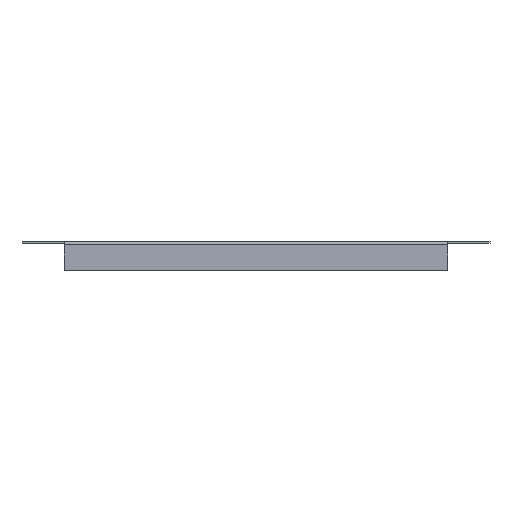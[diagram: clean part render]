
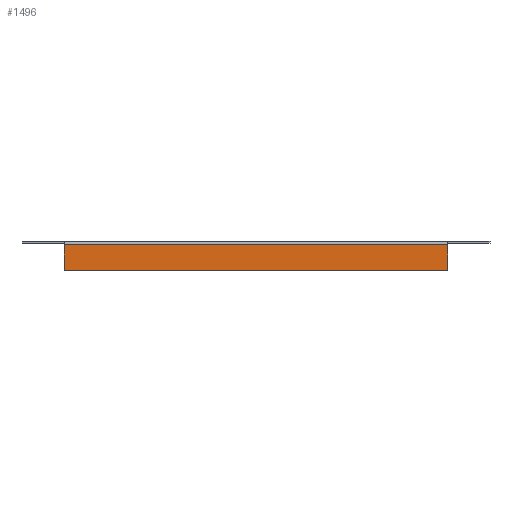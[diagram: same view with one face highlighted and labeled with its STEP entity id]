
A CAD part, front view. The second image highlights one B-rep face of the part: STEP entity #1496.
In plain terms, the highlighted planar face has unit normal (0, -1, 0).
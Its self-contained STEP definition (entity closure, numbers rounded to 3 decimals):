
#12 = LINE ( 'NONE', #149, #510 ) ;
#26 = CARTESIAN_POINT ( 'NONE',  ( 0., -183., -18. ) ) ;
#37 = ORIENTED_EDGE ( 'NONE', *, *, #286, .F. ) ;
#74 = PLANE ( 'NONE',  #937 ) ;
#106 = EDGE_LOOP ( 'NONE', ( #37, #357, #887, #1463 ) ) ;
#149 = CARTESIAN_POINT ( 'NONE',  ( 26., -183., 0. ) ) ;
#203 = VECTOR ( 'NONE', #1509, 1000. ) ;
#286 = EDGE_CURVE ( 'NONE', #1506, #907, #336, .T. ) ;
#336 = LINE ( 'NONE', #933, #1745 ) ;
#357 = ORIENTED_EDGE ( 'NONE', *, *, #811, .T. ) ;
#372 = VERTEX_POINT ( 'NONE', #1872 ) ;
#378 = CARTESIAN_POINT ( 'NONE',  ( 0., -183., 0. ) ) ;
#510 = VECTOR ( 'NONE', #1814, 1000. ) ;
#632 = EDGE_CURVE ( 'NONE', #372, #1164, #1062, .T. ) ;
#662 = CARTESIAN_POINT ( 'NONE',  ( 263., -183., -2. ) ) ;
#667 = DIRECTION ( 'NONE',  ( 0., 0., 1. ) ) ;
#811 = EDGE_CURVE ( 'NONE', #1506, #372, #12, .T. ) ;
#887 = ORIENTED_EDGE ( 'NONE', *, *, #632, .T. ) ;
#907 = VERTEX_POINT ( 'NONE', #662 ) ;
#909 = LINE ( 'NONE', #1782, #990 ) ;
#933 = CARTESIAN_POINT ( 'NONE',  ( 263., -183., -2. ) ) ;
#937 = AXIS2_PLACEMENT_3D ( 'NONE', #378, #1141, #667 ) ;
#990 = VECTOR ( 'NONE', #1343, 1000. ) ;
#1062 = LINE ( 'NONE', #26, #203 ) ;
#1141 = DIRECTION ( 'NONE',  ( 0., 1., 0. ) ) ;
#1164 = VERTEX_POINT ( 'NONE', #1581 ) ;
#1227 = EDGE_CURVE ( 'NONE', #1164, #907, #909, .T. ) ;
#1343 = DIRECTION ( 'NONE',  ( 0., 0., 1. ) ) ;
#1411 = FACE_OUTER_BOUND ( 'NONE', #106, .T. ) ;
#1463 = ORIENTED_EDGE ( 'NONE', *, *, #1227, .T. ) ;
#1496 = ADVANCED_FACE ( 'NONE', ( #1411 ), #74, .F. ) ;
#1506 = VERTEX_POINT ( 'NONE', #1908 ) ;
#1509 = DIRECTION ( 'NONE',  ( 1., 0., 0. ) ) ;
#1581 = CARTESIAN_POINT ( 'NONE',  ( 263., -183., -18. ) ) ;
#1583 = DIRECTION ( 'NONE',  ( 1., 0., 0. ) ) ;
#1745 = VECTOR ( 'NONE', #1583, 1000. ) ;
#1782 = CARTESIAN_POINT ( 'NONE',  ( 263., -183., 0. ) ) ;
#1814 = DIRECTION ( 'NONE',  ( 0., 0., -1. ) ) ;
#1872 = CARTESIAN_POINT ( 'NONE',  ( 26., -183., -18. ) ) ;
#1908 = CARTESIAN_POINT ( 'NONE',  ( 26., -183., -2. ) ) ;
